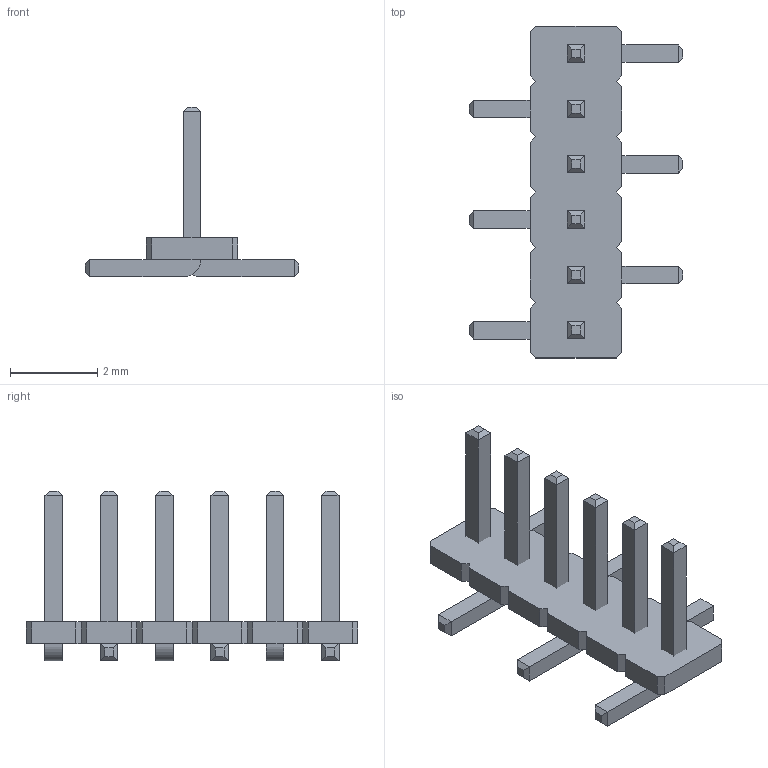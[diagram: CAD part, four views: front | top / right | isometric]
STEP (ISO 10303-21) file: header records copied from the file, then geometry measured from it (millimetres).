
FILE_DESCRIPTION(/* description */ ('model of PinHeader_1x06_P1.27mm_Vertical_SMD_Pin1Right'),/* implementation_level */ '2;1');
FILE_NAME(/* name */ 'PinHeader_1x06_P1.27mm_Vertical_SMD_Pin1Right.step',/* time_stamp */ '2018-01-24T12:16:11',/* author */ ('kicad StepUp','ksu'),/* organization */ ('FreeCAD'),/* preprocessor_version */ 'OCC',/* originating_system */ 'kicad StepUp',/* authorisation */ '');
FILE_SCHEMA(('AUTOMOTIVE_DESIGN { 1 0 10303 214 1 1 1 1 }'));
Length unit declared in the file: millimetre
Products named in the file (2): PinHeader_1x06_P127mm_Vertical_SMD_Pin1Right; Shape0_53741328731
Bounding box: 4.9 x 7.62 x 3.9 mm (x, y, z)
Volume: 13.6 mm3; surface area: 100.5 mm2
Topology: 7 solids, 7 shells, 142 faces, 336 edges, 208 vertices
Faces by surface type: plane 136, cylinder 6
Entity records: 2641 total; most frequent: ORIENTED_EDGE 520, CARTESIAN_POINT 397, EDGE_CURVE 336, LINE 324, VERTEX_POINT 208, AXIS2_PLACEMENT_3D 152, ADVANCED_FACE 142, FACE_BOUND 142
